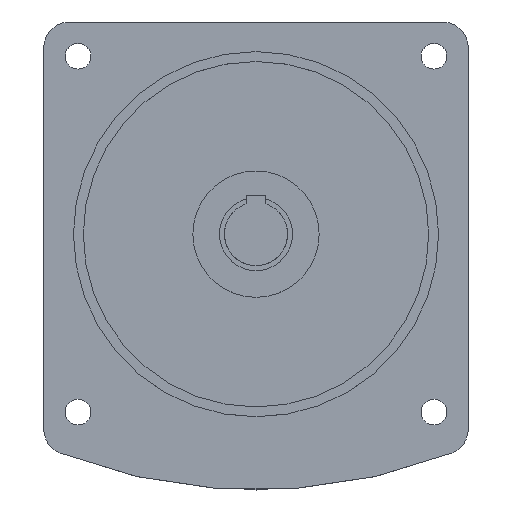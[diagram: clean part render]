
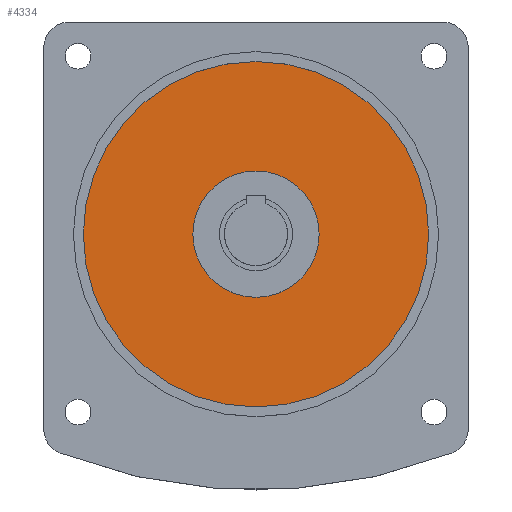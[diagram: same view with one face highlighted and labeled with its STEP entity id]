
A CAD part, top view. The second image highlights one B-rep face of the part: STEP entity #4334.
In plain terms, the highlighted planar face has unit normal (0, 0, 1).
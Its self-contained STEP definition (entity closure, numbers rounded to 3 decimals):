
#129 = CIRCLE ( 'NONE', #5346, 32. ) ;
#221 = CARTESIAN_POINT ( 'NONE',  ( -32., 0., 0. ) ) ;
#284 = DIRECTION ( 'NONE',  ( 0., 0., 1. ) ) ;
#333 = DIRECTION ( 'NONE',  ( 0., 0., 1. ) ) ;
#470 = VERTEX_POINT ( 'NONE', #4212 ) ;
#749 = CARTESIAN_POINT ( 'NONE',  ( 32., 0., 0. ) ) ;
#862 = EDGE_LOOP ( 'NONE', ( #4314, #3252 ) ) ;
#945 = AXIS2_PLACEMENT_3D ( 'NONE', #2220, #5392, #1358 ) ;
#1085 = EDGE_CURVE ( 'NONE', #470, #3915, #4476, .T. ) ;
#1358 = DIRECTION ( 'NONE',  ( 1., 0., 0. ) ) ;
#1485 = EDGE_CURVE ( 'NONE', #3915, #470, #5758, .T. ) ;
#1612 = CIRCLE ( 'NONE', #2599, 32. ) ;
#1803 = EDGE_CURVE ( 'NONE', #3515, #2121, #1612, .T. ) ;
#2121 = VERTEX_POINT ( 'NONE', #749 ) ;
#2220 = CARTESIAN_POINT ( 'NONE',  ( 0., 0., 0. ) ) ;
#2543 = DIRECTION ( 'NONE',  ( 1., 0., 0. ) ) ;
#2587 = CARTESIAN_POINT ( 'NONE',  ( 0., 0., 0. ) ) ;
#2599 = AXIS2_PLACEMENT_3D ( 'NONE', #4900, #5709, #3561 ) ;
#3023 = DIRECTION ( 'NONE',  ( 1., 0., 0. ) ) ;
#3252 = ORIENTED_EDGE ( 'NONE', *, *, #4791, .F. ) ;
#3287 = PLANE ( 'NONE',  #3426 ) ;
#3426 = AXIS2_PLACEMENT_3D ( 'NONE', #4191, #284, #2543 ) ;
#3515 = VERTEX_POINT ( 'NONE', #221 ) ;
#3536 = AXIS2_PLACEMENT_3D ( 'NONE', #2587, #4321, #3023 ) ;
#3561 = DIRECTION ( 'NONE',  ( 1., 0., 0. ) ) ;
#3881 = DIRECTION ( 'NONE',  ( 1., 0., 0. ) ) ;
#3887 = FACE_BOUND ( 'NONE', #862, .T. ) ;
#3915 = VERTEX_POINT ( 'NONE', #4683 ) ;
#4024 = FACE_OUTER_BOUND ( 'NONE', #4164, .T. ) ;
#4164 = EDGE_LOOP ( 'NONE', ( #5713, #4208 ) ) ;
#4191 = CARTESIAN_POINT ( 'NONE',  ( 0., 144.142, 0. ) ) ;
#4208 = ORIENTED_EDGE ( 'NONE', *, *, #1085, .F. ) ;
#4212 = CARTESIAN_POINT ( 'NONE',  ( 87.5, 0., 0. ) ) ;
#4314 = ORIENTED_EDGE ( 'NONE', *, *, #1803, .F. ) ;
#4321 = DIRECTION ( 'NONE',  ( 0., 0., -1. ) ) ;
#4334 = ADVANCED_FACE ( 'NONE', ( #4024, #3887 ), #3287, .T. ) ;
#4476 = CIRCLE ( 'NONE', #3536, 87.5 ) ;
#4683 = CARTESIAN_POINT ( 'NONE',  ( -87.5, 0., 0. ) ) ;
#4791 = EDGE_CURVE ( 'NONE', #2121, #3515, #129, .T. ) ;
#4900 = CARTESIAN_POINT ( 'NONE',  ( 0., 0., 0. ) ) ;
#5211 = CARTESIAN_POINT ( 'NONE',  ( 0., 0., 0. ) ) ;
#5346 = AXIS2_PLACEMENT_3D ( 'NONE', #5211, #333, #3881 ) ;
#5392 = DIRECTION ( 'NONE',  ( 0., 0., -1. ) ) ;
#5709 = DIRECTION ( 'NONE',  ( 0., 0., 1. ) ) ;
#5713 = ORIENTED_EDGE ( 'NONE', *, *, #1485, .F. ) ;
#5758 = CIRCLE ( 'NONE', #945, 87.5 ) ;
